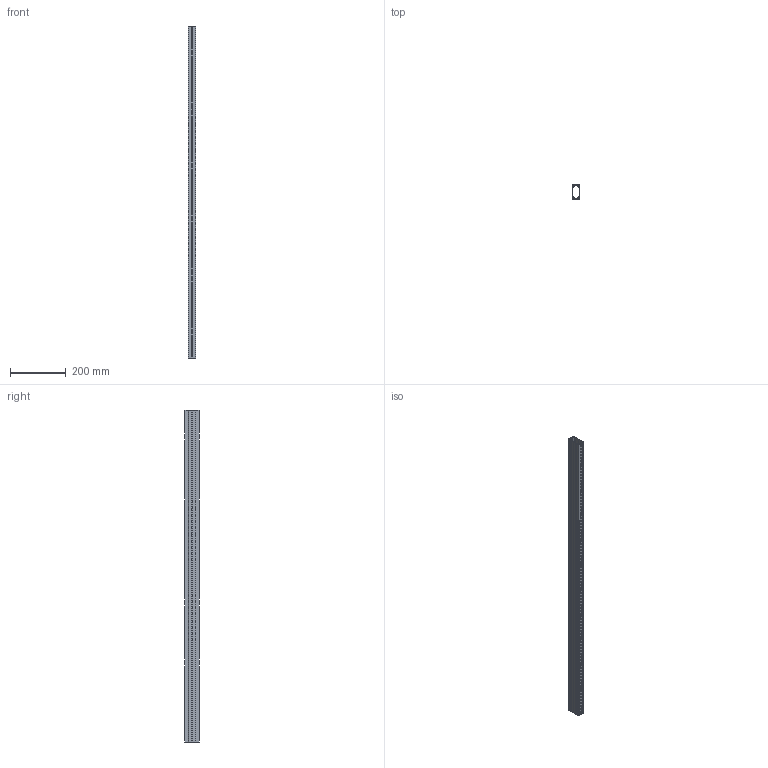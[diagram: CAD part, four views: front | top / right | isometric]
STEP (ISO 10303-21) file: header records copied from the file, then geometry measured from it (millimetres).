
FILE_DESCRIPTION (( 'STEP AP203' ), '1' );
FILE_NAME ('REV-21-2161.STEP', '2022-04-27T20:04:08', ( '' ), ( '' ), 'SwSTEP 2.0', 'SolidWorks 2022', '' );
FILE_SCHEMA (( 'CONFIG_CONTROL_DESIGN' ));
Length unit declared in the file: inch
Products named in the file (1): REV-21-2161
Bounding box: 25.4 x 50.8 x 1193.8 mm (x, y, z)
Volume: 225395.5 mm3; surface area: 430218.7 mm2
Topology: 1 solids, 1 shells, 816 faces, 2628 edges, 1628 vertices
Faces by surface type: plane 422, cylinder 394
Entity records: 29447 total; most frequent: CARTESIAN_POINT 7305, ORIENTED_EDGE 5256, DIRECTION 4306, EDGE_CURVE 2628, VERTEX_POINT 1628, AXIS2_PLACEMENT_3D 1605, VECTOR 1096, LINE 1096
